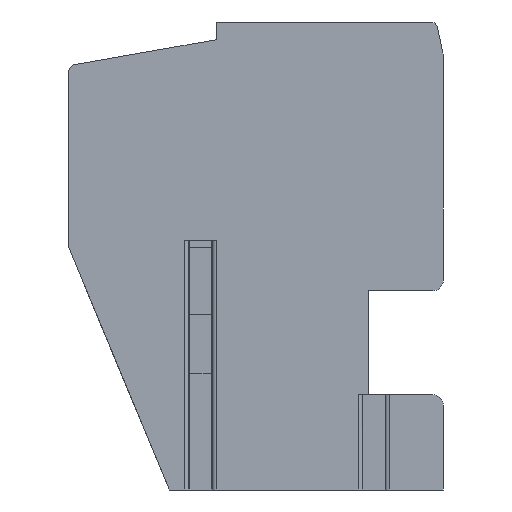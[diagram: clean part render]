
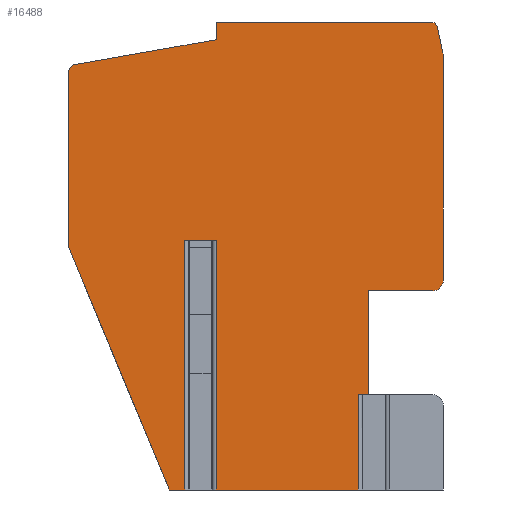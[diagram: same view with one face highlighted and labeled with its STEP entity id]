
A CAD part, left-side view. The second image highlights one B-rep face of the part: STEP entity #16488.
In plain terms, the highlighted planar face has unit normal (-1, 0, 0).
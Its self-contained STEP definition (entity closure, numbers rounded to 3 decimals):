
#18=DIRECTION('',(0.,0.,-1.));
#19=VECTOR('',#18,2.75);
#20=CARTESIAN_POINT('',(0.,-2.949,
-4.));
#21=LINE('',#20,#19);
#22=DIRECTION('',(0.,0.,-1.));
#23=VECTOR('',#22,7.2);
#24=CARTESIAN_POINT('',(0.,1.149,0.45));
#25=LINE('',#24,#23);
#26=DIRECTION('',(0.,1.,0.));
#27=VECTOR('',#26,0.901);
#28=CARTESIAN_POINT('',(0.,1.149,0.45));
#29=LINE('',#28,#27);
#30=DIRECTION('',(0.,0.,-1.));
#31=VECTOR('',#30,7.2);
#32=CARTESIAN_POINT('',(0.,2.05,0.45));
#33=LINE('',#32,#31);
#34=DIRECTION('',(0.,-0.383,-0.924));
#35=VECTOR('',#34,7.577);
#36=CARTESIAN_POINT('',(0.,5.4,0.25));
#37=LINE('',#36,#35);
#38=DIRECTION('',(0.,0.,1.));
#39=VECTOR('',#38,5.072);
#40=CARTESIAN_POINT('',(0.,5.4,0.25));
#41=LINE('',#40,#39);
#42=CARTESIAN_POINT('',(0.,5.2,5.322));
#43=DIRECTION('',(1.,0.,0.));
#44=DIRECTION('',(0.,1.,0.));
#45=AXIS2_PLACEMENT_3D('',#42,#43,#44);
#47=DIRECTION('',(0.,-0.985,0.174));
#48=VECTOR('',#47,4.148);
#49=CARTESIAN_POINT('',(0.,5.235,5.519));
#50=LINE('',#49,#48);
#51=DIRECTION('',(0.,0.,1.));
#52=VECTOR('',#51,0.511);
#53=CARTESIAN_POINT('',(0.,1.15,6.239));
#54=LINE('',#53,#52);
#55=DIRECTION('',(0.,-1.,0.));
#56=VECTOR('',#55,6.188);
#57=CARTESIAN_POINT('',(0.,1.15,6.75));
#58=LINE('',#57,#56);
#59=CARTESIAN_POINT('',(0.,-5.038,6.55));
#60=DIRECTION('',(1.,0.,0.));
#61=DIRECTION('',(0.,0.,1.));
#62=AXIS2_PLACEMENT_3D('',#59,#60,#61);
#64=DIRECTION('',(0.,-0.208,-0.978));
#65=VECTOR('',#64,0.747);
#66=CARTESIAN_POINT('',(0.,-5.234,6.592));
#67=LINE('',#66,#65);
#68=CARTESIAN_POINT('',(0.,-4.9,5.757));
#69=DIRECTION('',(1.,0.,0.));
#70=DIRECTION('',(0.,-0.978,0.208));
#71=AXIS2_PLACEMENT_3D('',#68,#69,#70);
#73=DIRECTION('',(0.,0.,-1.));
#74=VECTOR('',#73,6.457);
#75=CARTESIAN_POINT('',(0.,-5.4,5.757));
#76=LINE('',#75,#74);
#77=CARTESIAN_POINT('',(0.,-5.1,-0.7));
#78=DIRECTION('',(1.,0.,0.));
#79=DIRECTION('',(0.,-1.,0.));
#80=AXIS2_PLACEMENT_3D('',#77,#78,#79);
#82=DIRECTION('',(0.,1.,0.));
#83=VECTOR('',#82,1.85);
#84=CARTESIAN_POINT('',(0.,-5.1,-1.));
#85=LINE('',#84,#83);
#86=DIRECTION('',(0.,0.,-1.));
#87=VECTOR('',#86,3.);
#88=CARTESIAN_POINT('',(0.,-3.25,-1.));
#89=LINE('',#88,#87);
#90=DIRECTION('',(0.,-1.,0.));
#91=VECTOR('',#90,0.301);
#92=CARTESIAN_POINT('',(0.,-2.949,
-4.));
#93=LINE('',#92,#91);
#368=DIRECTION('',(0.,-1.,0.));
#369=VECTOR('',#368,0.45);
#370=CARTESIAN_POINT('',(0.,2.5,-6.75));
#371=LINE('',#370,#369);
#404=DIRECTION('',(0.,-1.,0.));
#405=VECTOR('',#404,4.099);
#406=CARTESIAN_POINT('',(0.,1.149,
-6.75));
#407=LINE('',#406,#405);
#12728=CARTESIAN_POINT('',(0.,5.4,5.322));
#12729=CARTESIAN_POINT('',(0.,5.235,5.519));
#12730=VERTEX_POINT('',#12728);
#12731=VERTEX_POINT('',#12729);
#12732=CARTESIAN_POINT('',(0.,1.15,6.239));
#12733=VERTEX_POINT('',#12732);
#12734=CARTESIAN_POINT('',(0.,1.15,6.75));
#12735=VERTEX_POINT('',#12734);
#12736=CARTESIAN_POINT('',(0.,-5.038,6.75));
#12737=VERTEX_POINT('',#12736);
#12738=CARTESIAN_POINT('',(0.,-5.234,6.592));
#12739=VERTEX_POINT('',#12738);
#12740=CARTESIAN_POINT('',(0.,-5.389,5.86));
#12741=VERTEX_POINT('',#12740);
#12742=CARTESIAN_POINT('',(0.,-5.4,5.757));
#12743=VERTEX_POINT('',#12742);
#12744=CARTESIAN_POINT('',(0.,-5.4,-0.7));
#12745=VERTEX_POINT('',#12744);
#12746=CARTESIAN_POINT('',(0.,-5.1,-1.));
#12747=VERTEX_POINT('',#12746);
#12748=CARTESIAN_POINT('',(0.,-3.25,-1.));
#12749=VERTEX_POINT('',#12748);
#13890=CARTESIAN_POINT('',(0.,5.4,0.25));
#13891=VERTEX_POINT('',#13890);
#13922=CARTESIAN_POINT('',(0.,1.149,
0.45));
#13923=CARTESIAN_POINT('',(0.,2.05,
0.45));
#13924=VERTEX_POINT('',#13922);
#13925=VERTEX_POINT('',#13923);
#13926=CARTESIAN_POINT('',(0.,1.149,
-6.75));
#13927=VERTEX_POINT('',#13926);
#13928=CARTESIAN_POINT('',(0.,2.05,
-6.75));
#13929=VERTEX_POINT('',#13928);
#13942=CARTESIAN_POINT('',(0.,2.5,-6.75));
#13943=VERTEX_POINT('',#13942);
#13954=CARTESIAN_POINT('',(0.,-2.949,
-4.));
#13955=CARTESIAN_POINT('',(0.,-2.949,
-6.75));
#13956=VERTEX_POINT('',#13954);
#13957=VERTEX_POINT('',#13955);
#13958=CARTESIAN_POINT('',(0.,-3.25,-4.));
#13959=VERTEX_POINT('',#13958);
#16441=CARTESIAN_POINT('',(0.,0.,0.));
#16442=DIRECTION('',(1.,0.,0.));
#16443=DIRECTION('',(0.,0.,-1.));
#16444=AXIS2_PLACEMENT_3D('',#16441,#16442,#16443);
#16445=PLANE('',#16444);
#16447=ORIENTED_EDGE('',*,*,#16446,.T.);
#16449=ORIENTED_EDGE('',*,*,#16448,.F.);
#16451=ORIENTED_EDGE('',*,*,#16450,.F.);
#16453=ORIENTED_EDGE('',*,*,#16452,.T.);
#16455=ORIENTED_EDGE('',*,*,#16454,.T.);
#16457=ORIENTED_EDGE('',*,*,#16456,.F.);
#16459=ORIENTED_EDGE('',*,*,#16458,.F.);
#16461=ORIENTED_EDGE('',*,*,#16460,.T.);
#16463=ORIENTED_EDGE('',*,*,#16462,.T.);
#16465=ORIENTED_EDGE('',*,*,#16464,.T.);
#16467=ORIENTED_EDGE('',*,*,#16466,.T.);
#16469=ORIENTED_EDGE('',*,*,#16468,.T.);
#16471=ORIENTED_EDGE('',*,*,#16470,.T.);
#16473=ORIENTED_EDGE('',*,*,#16472,.T.);
#16475=ORIENTED_EDGE('',*,*,#16474,.T.);
#16477=ORIENTED_EDGE('',*,*,#16476,.T.);
#16479=ORIENTED_EDGE('',*,*,#16478,.T.);
#16481=ORIENTED_EDGE('',*,*,#16480,.T.);
#16483=ORIENTED_EDGE('',*,*,#16482,.T.);
#16485=ORIENTED_EDGE('',*,*,#16484,.F.);
#16486=EDGE_LOOP('',(#16447,#16449,#16451,#16453,#16455,#16457,#16459,#16461,
#16463,#16465,#16467,#16469,#16471,#16473,#16475,#16477,#16479,#16481,#16483,
#16485));
#16487=FACE_OUTER_BOUND('',#16486,.F.);
#16488=ADVANCED_FACE('',(#16487),#16445,.F.);
#46=CIRCLE('',#45,0.2);
#63=CIRCLE('',#62,0.2);
#72=CIRCLE('',#71,0.5);
#81=CIRCLE('',#80,0.3);
#16446=EDGE_CURVE('',#13956,#13957,#21,.T.);
#16448=EDGE_CURVE('',#13927,#13957,#407,.T.);
#16450=EDGE_CURVE('',#13924,#13927,#25,.T.);
#16452=EDGE_CURVE('',#13924,#13925,#29,.T.);
#16454=EDGE_CURVE('',#13925,#13929,#33,.T.);
#16456=EDGE_CURVE('',#13943,#13929,#371,.T.);
#16458=EDGE_CURVE('',#13891,#13943,#37,.T.);
#16460=EDGE_CURVE('',#13891,#12730,#41,.T.);
#16462=EDGE_CURVE('',#12730,#12731,#46,.T.);
#16464=EDGE_CURVE('',#12731,#12733,#50,.T.);
#16466=EDGE_CURVE('',#12733,#12735,#54,.T.);
#16468=EDGE_CURVE('',#12735,#12737,#58,.T.);
#16470=EDGE_CURVE('',#12737,#12739,#63,.T.);
#16472=EDGE_CURVE('',#12739,#12741,#67,.T.);
#16474=EDGE_CURVE('',#12741,#12743,#72,.T.);
#16476=EDGE_CURVE('',#12743,#12745,#76,.T.);
#16478=EDGE_CURVE('',#12745,#12747,#81,.T.);
#16480=EDGE_CURVE('',#12747,#12749,#85,.T.);
#16482=EDGE_CURVE('',#12749,#13959,#89,.T.);
#16484=EDGE_CURVE('',#13956,#13959,#93,.T.);
